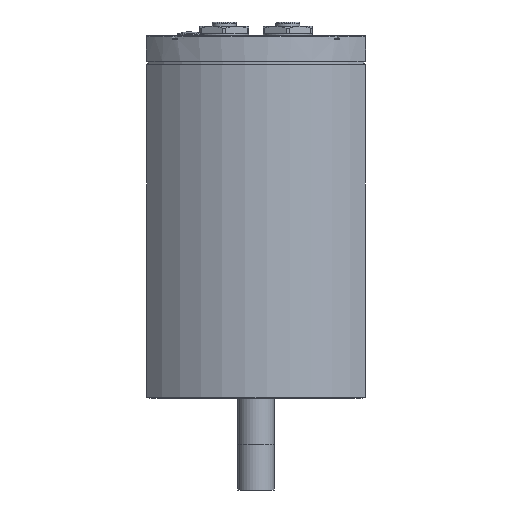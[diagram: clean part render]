
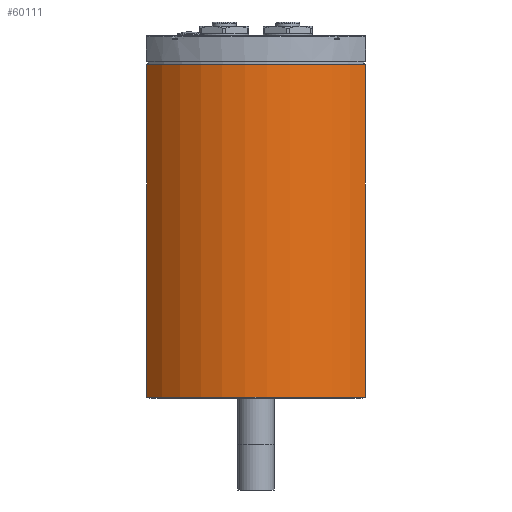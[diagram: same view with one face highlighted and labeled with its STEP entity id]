
A CAD part, left-side view. The second image highlights one B-rep face of the part: STEP entity #60111.
In plain terms, the highlighted cylindrical face has radius 48.5 mm (diameter 97 mm), a partial arc.
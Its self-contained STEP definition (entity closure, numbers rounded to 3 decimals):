
#3585=CIRCLE('',#64314,48.5);
#3596=CIRCLE('',#64333,48.5);
#7053=CYLINDRICAL_SURFACE('',#64332,48.5);
#8711=FACE_OUTER_BOUND('',#12185,.T.);
#12185=EDGE_LOOP('',(#40966,#40967,#40968,#40969));
#16057=LINE('',#95110,#19900);
#16058=LINE('',#95114,#19901);
#19900=VECTOR('',#73269,10.);
#19901=VECTOR('',#73274,10.);
#24892=VERTEX_POINT('',#95064);
#24893=VERTEX_POINT('',#95066);
#24907=VERTEX_POINT('',#95108);
#24908=VERTEX_POINT('',#95112);
#30924=EDGE_CURVE('',#24892,#24893,#3585,.T.);
#30946=EDGE_CURVE('',#24907,#24893,#16057,.T.);
#30947=EDGE_CURVE('',#24907,#24908,#3596,.T.);
#30948=EDGE_CURVE('',#24908,#24892,#16058,.T.);
#40966=ORIENTED_EDGE('',*,*,#30947,.F.);
#40967=ORIENTED_EDGE('',*,*,#30946,.T.);
#40968=ORIENTED_EDGE('',*,*,#30924,.F.);
#40969=ORIENTED_EDGE('',*,*,#30948,.F.);
#60111=ADVANCED_FACE('',(#8711),#7053,.T.);
#64314=AXIS2_PLACEMENT_3D('',#95067,#73222,#73223);
#64332=AXIS2_PLACEMENT_3D('',#95111,#73270,#73271);
#64333=AXIS2_PLACEMENT_3D('',#95113,#73272,#73273);
#73222=DIRECTION('center_axis',(0.,0.,
1.));
#73223=DIRECTION('ref_axis',(-0.626,-0.78,0.));
#73269=DIRECTION('',(0.,0.,1.));
#73270=DIRECTION('center_axis',(0.,0.,
1.));
#73271=DIRECTION('ref_axis',(-0.626,-0.78,0.));
#73272=DIRECTION('center_axis',(0.,0.,
-1.));
#73273=DIRECTION('ref_axis',(-0.626,-0.78,0.));
#73274=DIRECTION('',(0.,0.,1.));
#95064=CARTESIAN_POINT('',(-19.849,37.831,124.6));
#95066=CARTESIAN_POINT('',(-19.849,-37.831,124.6));
#95067=CARTESIAN_POINT('Origin',(10.5,0.,
124.6));
#95108=CARTESIAN_POINT('',(-19.849,-37.831,9.6));
#95110=CARTESIAN_POINT('',(-19.849,-37.831,9.6));
#95111=CARTESIAN_POINT('Origin',(10.5,0.,9.6));
#95112=CARTESIAN_POINT('',(-19.849,37.831,9.6));
#95113=CARTESIAN_POINT('Origin',(10.5,0.,9.6));
#95114=CARTESIAN_POINT('',(-19.849,37.831,9.6));
